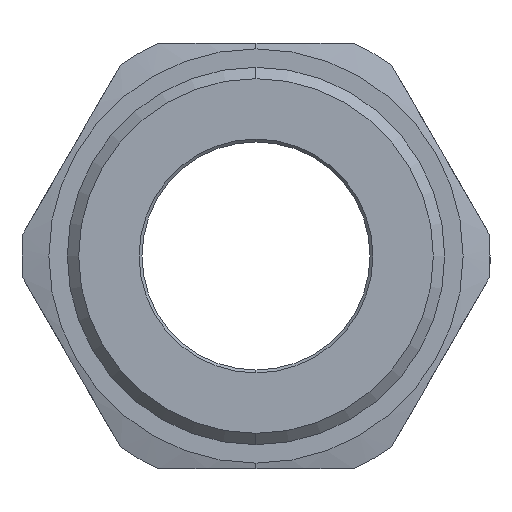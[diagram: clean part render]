
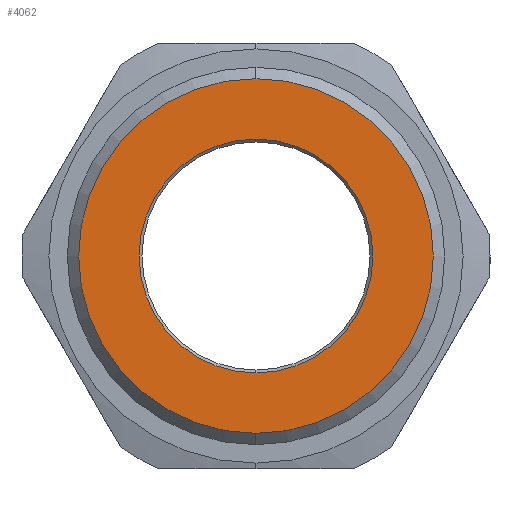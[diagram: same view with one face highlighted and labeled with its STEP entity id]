
A CAD part, left-side view. The second image highlights one B-rep face of the part: STEP entity #4062.
In plain terms, the highlighted planar face has unit normal (-1, 0, 0).
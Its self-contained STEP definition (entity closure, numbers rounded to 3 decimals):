
#103 = CARTESIAN_POINT ( 'NONE',  ( 0., 0., 10.3 ) ) ;
#128 = EDGE_CURVE ( 'NONE', #3204, #2260, #4138, .T. ) ;
#351 = DIRECTION ( 'NONE',  ( 1., 0., 0. ) ) ;
#444 = EDGE_CURVE ( 'NONE', #663, #2433, #5747, .T. ) ;
#657 = EDGE_LOOP ( 'NONE', ( #4483, #2426 ) ) ;
#663 = VERTEX_POINT ( 'NONE', #1265 ) ;
#767 = PLANE ( 'NONE',  #5676 ) ;
#771 = FACE_BOUND ( 'NONE', #657, .T. ) ;
#930 = AXIS2_PLACEMENT_3D ( 'NONE', #3246, #2255, #3642 ) ;
#938 = CARTESIAN_POINT ( 'NONE',  ( 0., 0., 0. ) ) ;
#1058 = CARTESIAN_POINT ( 'NONE',  ( 0., 0., 0. ) ) ;
#1059 = CARTESIAN_POINT ( 'NONE',  ( 0., 0., -10.3 ) ) ;
#1110 = CARTESIAN_POINT ( 'NONE',  ( 0., 0., -15.624 ) ) ;
#1265 = CARTESIAN_POINT ( 'NONE',  ( 0., 0., 15.624 ) ) ;
#1514 = CIRCLE ( 'NONE', #3056, 15.624 ) ;
#1910 = EDGE_CURVE ( 'NONE', #2433, #663, #1514, .T. ) ;
#1950 = EDGE_LOOP ( 'NONE', ( #2640, #3952 ) ) ;
#2255 = DIRECTION ( 'NONE',  ( -1., 0., 0. ) ) ;
#2260 = VERTEX_POINT ( 'NONE', #103 ) ;
#2376 = DIRECTION ( 'NONE',  ( 1., 0., 0. ) ) ;
#2399 = DIRECTION ( 'NONE',  ( -1., 0., 0. ) ) ;
#2426 = ORIENTED_EDGE ( 'NONE', *, *, #128, .T. ) ;
#2433 = VERTEX_POINT ( 'NONE', #1110 ) ;
#2521 = EDGE_CURVE ( 'NONE', #2260, #3204, #5587, .T. ) ;
#2586 = DIRECTION ( 'NONE',  ( 0., 0., -1. ) ) ;
#2640 = ORIENTED_EDGE ( 'NONE', *, *, #1910, .T. ) ;
#2778 = AXIS2_PLACEMENT_3D ( 'NONE', #938, #2376, #5142 ) ;
#2922 = DIRECTION ( 'NONE',  ( 0., 0., -1. ) ) ;
#2993 = DIRECTION ( 'NONE',  ( 1., 0., 0. ) ) ;
#3056 = AXIS2_PLACEMENT_3D ( 'NONE', #1058, #2399, #2922 ) ;
#3204 = VERTEX_POINT ( 'NONE', #1059 ) ;
#3246 = CARTESIAN_POINT ( 'NONE',  ( 0., 0., 0. ) ) ;
#3494 = DIRECTION ( 'NONE',  ( 0., 0., -1. ) ) ;
#3561 = AXIS2_PLACEMENT_3D ( 'NONE', #5278, #2993, #3494 ) ;
#3642 = DIRECTION ( 'NONE',  ( 0., 0., -1. ) ) ;
#3952 = ORIENTED_EDGE ( 'NONE', *, *, #444, .T. ) ;
#4062 = ADVANCED_FACE ( 'NONE', ( #771, #5720 ), #767, .F. ) ;
#4138 = CIRCLE ( 'NONE', #2778, 10.3 ) ;
#4483 = ORIENTED_EDGE ( 'NONE', *, *, #2521, .T. ) ;
#5142 = DIRECTION ( 'NONE',  ( 0., 0., -1. ) ) ;
#5278 = CARTESIAN_POINT ( 'NONE',  ( 0., 0., 0. ) ) ;
#5587 = CIRCLE ( 'NONE', #3561, 10.3 ) ;
#5676 = AXIS2_PLACEMENT_3D ( 'NONE', #5858, #351, #2586 ) ;
#5720 = FACE_OUTER_BOUND ( 'NONE', #1950, .T. ) ;
#5747 = CIRCLE ( 'NONE', #930, 15.624 ) ;
#5858 = CARTESIAN_POINT ( 'NONE',  ( 0., 0., 0. ) ) ;
